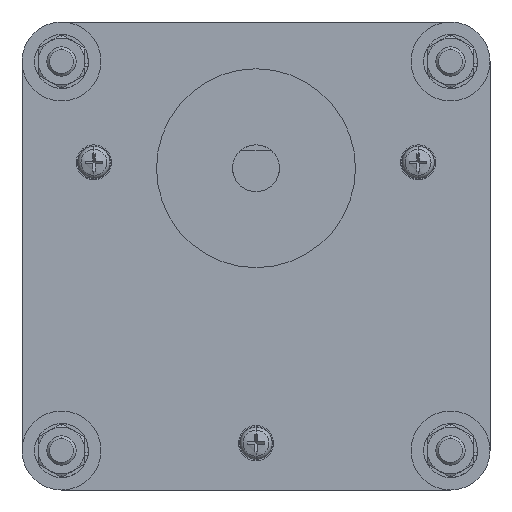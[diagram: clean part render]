
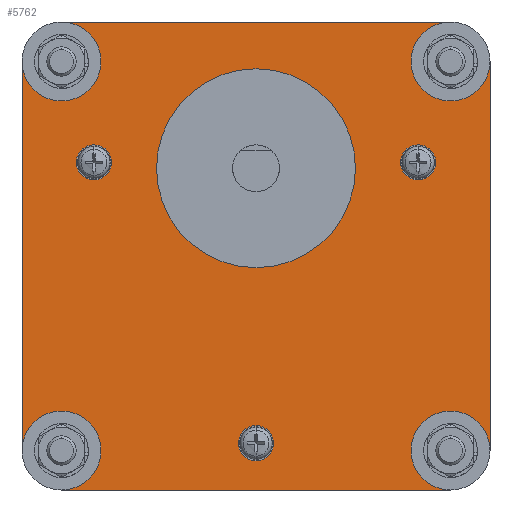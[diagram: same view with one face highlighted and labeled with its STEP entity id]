
A CAD part, left-side view. The second image highlights one B-rep face of the part: STEP entity #5762.
In plain terms, the highlighted planar face has unit normal (-1, 0, 0).
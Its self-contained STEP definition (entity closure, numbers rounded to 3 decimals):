
#5281=CARTESIAN_POINT('POINT1334',(0.5,
   0.,17.));
#5282=VERTEX_POINT('VERTEX1334',#5281);
#5289=CARTESIAN_POINT('POINT1335',(0.5,0.,
   -17.));
#5290=VERTEX_POINT('VERTEX1335',#5289);
#5291=CARTESIAN_POINT('POS1867',(0.5,0.,
   0.));
#5292=DIRECTION('DIR2906',(-1.,0.,0.));
#5293=DIRECTION('DIR2907',(0.,0.,1.));
#5294=AXIS2_PLACEMENT_3D('AXIS1040',#5291,#5292,#5293);
#5295=CIRCLE('ELLIPSE512',#5294,17.);
#5296=EDGE_CURVE('EDGE2206',#5282,#5290,#5295,.T.);
#5316=EDGE_CURVE('EDGE2208',#5290,#5282,#5295,.T.);
#5321=CARTESIAN_POINT('POINT1336',(0.5,
   25.115,-0.5));
#5322=VERTEX_POINT('VERTEX1336',#5321);
#5329=CARTESIAN_POINT('POINT1337',(0.5,
   30.311,2.5));
#5330=VERTEX_POINT('VERTEX1337',#5329);
#5331=CARTESIAN_POINT('POS1871',(0.5,
   27.713,1.));
#5332=DIRECTION('DIR2912',(1.,0.,
   0.));
#5333=DIRECTION('DIR2913',(0.,-0.866,
   -0.5));
#5334=AXIS2_PLACEMENT_3D('AXIS1042',#5331,#5332,#5333);
#5335=CIRCLE('ELLIPSE513',#5334,3.);
#5336=EDGE_CURVE('EDGE2210',#5330,#5322,#5335,.T.);
#5356=EDGE_CURVE('EDGE2212',#5322,#5330,#5335,.T.);
#5361=CARTESIAN_POINT('POINT1338',(0.5,
   -25.115,-0.5));
#5362=VERTEX_POINT('VERTEX1338',#5361);
#5369=CARTESIAN_POINT('POINT1339',(0.5,
   -30.311,2.5));
#5370=VERTEX_POINT('VERTEX1339',#5369);
#5371=CARTESIAN_POINT('POS1875',(0.5,
   -27.713,1.));
#5372=DIRECTION('DIR2918',(1.,0.,
   0.));
#5373=DIRECTION('DIR2919',(0.,0.866,
   -0.5));
#5374=AXIS2_PLACEMENT_3D('AXIS1044',#5371,#5372,#5373);
#5375=CIRCLE('ELLIPSE514',#5374,3.);
#5376=EDGE_CURVE('EDGE2214',#5370,#5362,#5375,.T.);
#5396=EDGE_CURVE('EDGE2216',#5362,#5370,#5375,.T.);
#5401=CARTESIAN_POINT('POINT1340',(0.5,0.,
   -44.));
#5402=VERTEX_POINT('VERTEX1340',#5401);
#5409=CARTESIAN_POINT('POINT1341',(0.5,
   0.,-50.));
#5410=VERTEX_POINT('VERTEX1341',#5409);
#5411=CARTESIAN_POINT('POS1879',(0.5,0.,
   -47.));
#5412=DIRECTION('DIR2924',(1.,0.,0.));
#5413=DIRECTION('DIR2925',(0.,0.,1.));
#5414=AXIS2_PLACEMENT_3D('AXIS1046',#5411,#5412,#5413);
#5415=CIRCLE('ELLIPSE515',#5414,3.);
#5416=EDGE_CURVE('EDGE2218',#5410,#5402,#5415,.T.);
#5436=EDGE_CURVE('EDGE2220',#5402,#5410,#5415,.T.);
#5476=CARTESIAN_POINT('POINT1344',(0.5,33.25,
   25.));
#5477=VERTEX_POINT('VERTEX1344',#5476);
#5485=CARTESIAN_POINT('POINT1345',(0.5,33.25,
   11.5));
#5486=VERTEX_POINT('VERTEX1345',#5485);
#5493=CARTESIAN_POINT('POS1886',(0.5,33.25,
   18.25));
#5494=DIRECTION('DIR2935',(1.,0.,0.));
#5495=DIRECTION('DIR2936',(0.,0.,-1.));
#5496=AXIS2_PLACEMENT_3D('AXIS1050',#5493,#5494,#5495);
#5497=CIRCLE('ELLIPSE517',#5496,6.75);
#5498=EDGE_CURVE('EDGE2225',#5477,#5486,#5497,.T.);
#5547=CARTESIAN_POINT('POINT1349',(0.5,40.,
   -48.25));
#5548=VERTEX_POINT('VERTEX1349',#5547);
#5556=CARTESIAN_POINT('POINT1350',(0.5,26.5,
   -48.25));
#5557=VERTEX_POINT('VERTEX1350',#5556);
#5564=CARTESIAN_POINT('POS1892',(0.5,33.25,
   -48.25));
#5565=DIRECTION('DIR2945',(1.,0.,0.));
#5566=DIRECTION('DIR2946',(0.,0.,-1.));
#5567=AXIS2_PLACEMENT_3D('AXIS1054',#5564,#5565,#5566);
#5568=CIRCLE('ELLIPSE519',#5567,6.75);
#5569=EDGE_CURVE('EDGE2231',#5548,#5557,#5568,.T.);
#5614=CARTESIAN_POINT('POINT1353',(0.5,-33.25,
   -55.));
#5615=VERTEX_POINT('VERTEX1353',#5614);
#5623=CARTESIAN_POINT('POINT1354',(0.5,-33.25,
   -41.5));
#5624=VERTEX_POINT('VERTEX1354',#5623);
#5631=CARTESIAN_POINT('POS1898',(0.5,-33.25,
   -48.25));
#5632=DIRECTION('DIR2955',(1.,0.,0.));
#5633=DIRECTION('DIR2956',(0.,0.,-1.));
#5634=AXIS2_PLACEMENT_3D('AXIS1058',#5631,#5632,#5633);
#5635=CIRCLE('ELLIPSE521',#5634,6.75);
#5636=EDGE_CURVE('EDGE2236',#5615,#5624,#5635,.T.);
#5685=ORIENTED_EDGE('COEDGE4479',*,*,#5569,.T.);
#5686=CARTESIAN_POINT('POINT1358',(0.5,33.25,
   -55.));
#5687=VERTEX_POINT('VERTEX1358',#5686);
#5688=EDGE_CURVE('EDGE2240',#5557,#5687,#5568,.T.);
#5689=ORIENTED_EDGE('COEDGE4480',*,*,#5688,.T.);
#5690=CARTESIAN_POINT('POS1902',(0.5,33.25,
   -55.));
#5691=DIRECTION('DIR2963',(0.,-1.,0.));
#5692=VECTOR('VEC841',#5691,1.);
#5693=LINE('STRAIGHT841',#5690,#5692);
#5694=EDGE_CURVE('EDGE2241',#5687,#5615,#5693,.T.);
#5695=ORIENTED_EDGE('COEDGE4481',*,*,#5694,.T.);
#5696=ORIENTED_EDGE('COEDGE4482',*,*,#5636,.T.);
#5697=CARTESIAN_POINT('POINT1359',(0.5,-40.,
   -48.25));
#5698=VERTEX_POINT('VERTEX1359',#5697);
#5699=EDGE_CURVE('EDGE2242',#5624,#5698,#5635,.T.);
#5700=ORIENTED_EDGE('COEDGE4483',*,*,#5699,.T.);
#5701=CARTESIAN_POINT('POINT1360',(0.5,-40.,
   18.25));
#5702=VERTEX_POINT('VERTEX1360',#5701);
#5703=CARTESIAN_POINT('POS1903',(0.5,-40.,-15.));
#5704=DIRECTION('DIR2964',(0.,0.,1.));
#5705=VECTOR('VEC842',#5704,1.);
#5706=LINE('STRAIGHT842',#5703,#5705);
#5707=EDGE_CURVE('EDGE2243',#5698,#5702,#5706,.T.);
#5708=ORIENTED_EDGE('COEDGE4484',*,*,#5707,.T.);
#5709=CARTESIAN_POINT('POINT1361',(0.5,-26.5,
   18.25));
#5710=VERTEX_POINT('VERTEX1361',#5709);
#5711=CARTESIAN_POINT('POS1904',(0.5,-33.25,
   18.25));
#5712=DIRECTION('DIR2965',(1.,0.,0.));
#5713=DIRECTION('DIR2966',(0.,0.,-1.));
#5714=AXIS2_PLACEMENT_3D('AXIS1062',#5711,#5712,#5713);
#5715=CIRCLE('ELLIPSE523',#5714,6.75);
#5716=EDGE_CURVE('EDGE2244',#5702,#5710,#5715,.T.);
#5717=ORIENTED_EDGE('COEDGE4485',*,*,#5716,.T.);
#5718=CARTESIAN_POINT('POINT1362',(0.5,-33.25,
   25.));
#5719=VERTEX_POINT('VERTEX1362',#5718);
#5720=EDGE_CURVE('EDGE2245',#5710,#5719,#5715,.T.);
#5721=ORIENTED_EDGE('COEDGE4486',*,*,#5720,.T.);
#5722=CARTESIAN_POINT('POS1905',(0.5,-33.25,
   25.));
#5723=DIRECTION('DIR2967',(0.,1.,0.));
#5724=VECTOR('VEC843',#5723,1.);
#5725=LINE('STRAIGHT843',#5722,#5724);
#5726=EDGE_CURVE('EDGE2246',#5719,#5477,#5725,.T.);
#5727=ORIENTED_EDGE('COEDGE4487',*,*,#5726,.T.);
#5728=ORIENTED_EDGE('COEDGE4488',*,*,#5498,.T.);
#5729=CARTESIAN_POINT('POINT1363',(0.5,40.,
   18.25));
#5730=VERTEX_POINT('VERTEX1363',#5729);
#5731=EDGE_CURVE('EDGE2247',#5486,#5730,#5497,.T.);
#5732=ORIENTED_EDGE('COEDGE4489',*,*,#5731,.T.);
#5733=CARTESIAN_POINT('POS1906',(0.5,40.,
   18.25));
#5734=DIRECTION('DIR2968',(0.,0.,-1.));
#5735=VECTOR('VEC844',#5734,1.);
#5736=LINE('STRAIGHT844',#5733,#5735);
#5737=EDGE_CURVE('EDGE2248',#5730,#5548,#5736,.T.);
#5738=ORIENTED_EDGE('COEDGE4490',*,*,#5737,.T.);
#5739=EDGE_LOOP('NONE',(#5685,#5689,#5695,#5696,#5700,#5708,#5717,#5721,
   #5727,#5728,#5732,#5738));
#5740=FACE_BOUND('LOOP1',#5739,.T.);
#5741=ORIENTED_EDGE('COEDGE4491',*,*,#5436,.T.);
#5742=ORIENTED_EDGE('COEDGE4492',*,*,#5416,.T.);
#5743=EDGE_LOOP('NONE',(#5741,#5742));
#5744=FACE_BOUND('LOOP1',#5743,.T.);
#5745=ORIENTED_EDGE('COEDGE4493',*,*,#5396,.T.);
#5746=ORIENTED_EDGE('COEDGE4494',*,*,#5376,.T.);
#5747=EDGE_LOOP('NONE',(#5745,#5746));
#5748=FACE_BOUND('LOOP1',#5747,.T.);
#5749=ORIENTED_EDGE('COEDGE4495',*,*,#5356,.T.);
#5750=ORIENTED_EDGE('COEDGE4496',*,*,#5336,.T.);
#5751=EDGE_LOOP('NONE',(#5749,#5750));
#5752=FACE_BOUND('LOOP1',#5751,.T.);
#5753=ORIENTED_EDGE('COEDGE4497',*,*,#5316,.F.);
#5754=ORIENTED_EDGE('COEDGE4498',*,*,#5296,.F.);
#5755=EDGE_LOOP('NONE',(#5753,#5754));
#5756=FACE_BOUND('LOOP1',#5755,.T.);
#5757=CARTESIAN_POINT('POS1907',(0.5,0.,
   -15.));
#5758=DIRECTION('DIR2969',(1.,0.,0.));
#5759=DIRECTION('DIR2970',(0.,1.,0.));
#5760=AXIS2_PLACEMENT_3D('AXIS1063',#5757,#5758,#5759);
#5761=PLANE('PLANE288',#5760);
#5762=ADVANCED_FACE('FACE994',(#5740,#5744,#5748,#5752,#5756),#5761,.F.)
   ;
